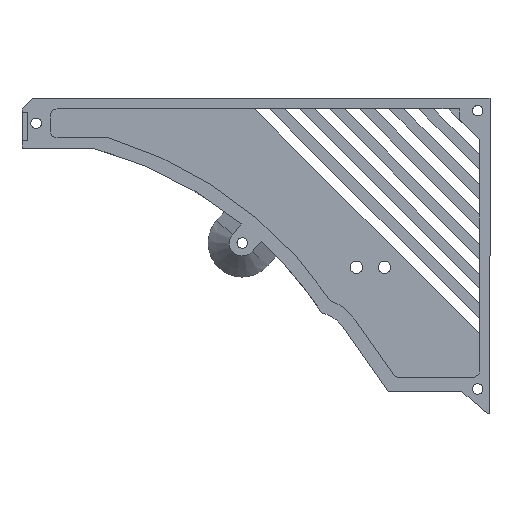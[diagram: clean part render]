
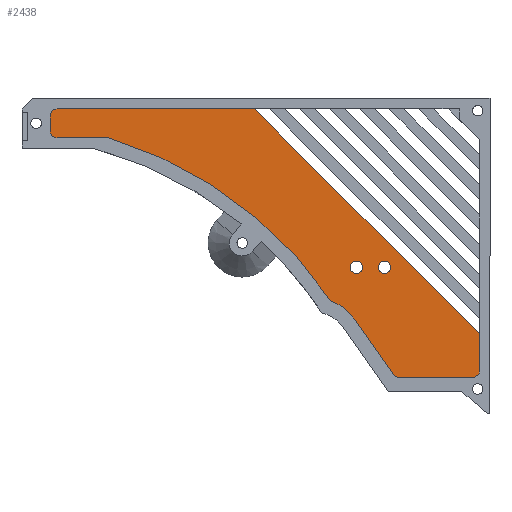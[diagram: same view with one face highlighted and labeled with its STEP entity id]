
A CAD part, left-side view. The second image highlights one B-rep face of the part: STEP entity #2438.
In plain terms, the highlighted planar face has unit normal (-1, 0, 0).
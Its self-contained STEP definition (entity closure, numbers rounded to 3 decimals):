
#4 = CIRCLE ( 'NONE', #2036, 1.75 ) ;
#13 = DIRECTION ( 'NONE',  ( 0., 0., -1. ) ) ;
#20 = CIRCLE ( 'NONE', #413, 2. ) ;
#42 = DIRECTION ( 'NONE',  ( 0., 0., 1. ) ) ;
#67 = EDGE_CURVE ( 'NONE', #2226, #1978, #262, .T. ) ;
#74 = DIRECTION ( 'NONE',  ( 0., 0., 1. ) ) ;
#128 = CARTESIAN_POINT ( 'NONE',  ( -3., 142., -123.3 ) ) ;
#133 = EDGE_CURVE ( 'NONE', #549, #2381, #2221, .T. ) ;
#142 = CARTESIAN_POINT ( 'NONE',  ( -3., 30., -46.25 ) ) ;
#167 = CARTESIAN_POINT ( 'NONE',  ( -3., 30., -49.75 ) ) ;
#217 = CARTESIAN_POINT ( 'NONE',  ( -3., 38.441, -62.77 ) ) ;
#227 = DIRECTION ( 'NONE',  ( 0., 1., 0. ) ) ;
#262 = CIRCLE ( 'NONE', #2799, 1.75 ) ;
#275 = ORIENTED_EDGE ( 'NONE', *, *, #1791, .F. ) ;
#277 = VERTEX_POINT ( 'NONE', #705 ) ;
#282 = CARTESIAN_POINT ( 'NONE',  ( -3., 5., -79.37 ) ) ;
#303 = DIRECTION ( 'NONE',  ( 1., 0., 0. ) ) ;
#307 = EDGE_CURVE ( 'NONE', #1385, #1575, #2374, .T. ) ;
#354 = AXIS2_PLACEMENT_3D ( 'NONE', #1645, #2158, #13 ) ;
#370 = ORIENTED_EDGE ( 'NONE', *, *, #133, .F. ) ;
#413 = AXIS2_PLACEMENT_3D ( 'NONE', #2639, #1270, #1482 ) ;
#461 = EDGE_CURVE ( 'NONE', #2427, #944, #1997, .T. ) ;
#464 = EDGE_LOOP ( 'NONE', ( #469, #2707, #1127, #2878, #1413, #762, #3059, #1644, #1815, #370, #2800, #275, #952 ) ) ;
#465 = ORIENTED_EDGE ( 'NONE', *, *, #67, .T. ) ;
#469 = ORIENTED_EDGE ( 'NONE', *, *, #1912, .T. ) ;
#477 = CARTESIAN_POINT ( 'NONE',  ( -3., 108.495, -11.2 ) ) ;
#484 = EDGE_CURVE ( 'NONE', #1634, #2565, #2903, .T. ) ;
#549 = VERTEX_POINT ( 'NONE', #2973 ) ;
#550 = PLANE ( 'NONE',  #2993 ) ;
#576 = FACE_BOUND ( 'NONE', #2805, .T. ) ;
#637 = LINE ( 'NONE', #1382, #3027 ) ;
#648 = DIRECTION ( 'NONE',  ( 1., 0., 0. ) ) ;
#668 = DIRECTION ( 'NONE',  ( -1., 0., 0. ) ) ;
#705 = CARTESIAN_POINT ( 'NONE',  ( -3., 123., -3. ) ) ;
#737 = AXIS2_PLACEMENT_3D ( 'NONE', #2803, #668, #2331 ) ;
#751 = CARTESIAN_POINT ( 'NONE',  ( -3., 38., -49.75 ) ) ;
#762 = ORIENTED_EDGE ( 'NONE', *, *, #307, .F. ) ;
#767 = CARTESIAN_POINT ( 'NONE',  ( -3., 3., -77.37 ) ) ;
#770 = CARTESIAN_POINT ( 'NONE',  ( -3., 49.909, -70.8 ) ) ;
#775 = AXIS2_PLACEMENT_3D ( 'NONE', #2762, #2015, #2045 ) ;
#792 = CIRCLE ( 'NONE', #1789, 117. ) ;
#809 = FACE_BOUND ( 'NONE', #2864, .T. ) ;
#814 = CARTESIAN_POINT ( 'NONE',  ( -3., 125., -9.2 ) ) ;
#816 = EDGE_CURVE ( 'NONE', #1575, #1634, #20, .T. ) ;
#868 = VECTOR ( 'NONE', #227, 1000. ) ;
#944 = VERTEX_POINT ( 'NONE', #767 ) ;
#952 = ORIENTED_EDGE ( 'NONE', *, *, #461, .F. ) ;
#963 = DIRECTION ( 'NONE',  ( 0., 0.574, 0.819 ) ) ;
#982 = CIRCLE ( 'NONE', #737, 14. ) ;
#1000 = CARTESIAN_POINT ( 'NONE',  ( -3., 38., -48. ) ) ;
#1073 = LINE ( 'NONE', #2737, #2795 ) ;
#1103 = CARTESIAN_POINT ( 'NONE',  ( -3., 45.17, -57.626 ) ) ;
#1105 = VERTEX_POINT ( 'NONE', #1103 ) ;
#1127 = ORIENTED_EDGE ( 'NONE', *, *, #2270, .F. ) ;
#1155 = DIRECTION ( 'NONE',  ( 0., 0., 1. ) ) ;
#1235 = CIRCLE ( 'NONE', #1283, 2. ) ;
#1270 = DIRECTION ( 'NONE',  ( 1., 0., 0. ) ) ;
#1283 = AXIS2_PLACEMENT_3D ( 'NONE', #2765, #1364, #1346 ) ;
#1292 = CARTESIAN_POINT ( 'NONE',  ( -3., 38., -46.25 ) ) ;
#1339 = DIRECTION ( 'NONE',  ( 0., 1., 0. ) ) ;
#1346 = DIRECTION ( 'NONE',  ( 0., 0., -1. ) ) ;
#1364 = DIRECTION ( 'NONE',  ( 1., 0., 0. ) ) ;
#1376 = ORIENTED_EDGE ( 'NONE', *, *, #1858, .T. ) ;
#1382 = CARTESIAN_POINT ( 'NONE',  ( -3., 125., -3. ) ) ;
#1385 = VERTEX_POINT ( 'NONE', #1509 ) ;
#1395 = EDGE_CURVE ( 'NONE', #277, #1847, #637, .T. ) ;
#1413 = ORIENTED_EDGE ( 'NONE', *, *, #816, .F. ) ;
#1473 = EDGE_CURVE ( 'NONE', #1572, #1105, #982, .T. ) ;
#1482 = DIRECTION ( 'NONE',  ( 0., 0., -1. ) ) ;
#1484 = CARTESIAN_POINT ( 'NONE',  ( -3., 3., -66.904 ) ) ;
#1506 = EDGE_CURVE ( 'NONE', #2381, #1572, #2875, .T. ) ;
#1509 = CARTESIAN_POINT ( 'NONE',  ( -3., 108.495, -11.2 ) ) ;
#1572 = VERTEX_POINT ( 'NONE', #2350 ) ;
#1575 = VERTEX_POINT ( 'NONE', #2600 ) ;
#1634 = VERTEX_POINT ( 'NONE', #814 ) ;
#1636 = DIRECTION ( 'NONE',  ( 0., -1., 0. ) ) ;
#1644 = ORIENTED_EDGE ( 'NONE', *, *, #1473, .F. ) ;
#1645 = CARTESIAN_POINT ( 'NONE',  ( -3., 123., -5. ) ) ;
#1725 = DIRECTION ( 'NONE',  ( -1., 0., 0. ) ) ;
#1736 = FACE_OUTER_BOUND ( 'NONE', #464, .T. ) ;
#1745 = AXIS2_PLACEMENT_3D ( 'NONE', #2268, #2300, #2314 ) ;
#1763 = DIRECTION ( 'NONE',  ( 0., 0., -1. ) ) ;
#1789 = AXIS2_PLACEMENT_3D ( 'NONE', #128, #2203, #2688 ) ;
#1791 = EDGE_CURVE ( 'NONE', #944, #2277, #1235, .T. ) ;
#1815 = ORIENTED_EDGE ( 'NONE', *, *, #1506, .F. ) ;
#1835 = EDGE_CURVE ( 'NONE', #2569, #2073, #2782, .T. ) ;
#1837 = CARTESIAN_POINT ( 'NONE',  ( -3., 30., -48. ) ) ;
#1847 = VERTEX_POINT ( 'NONE', #2083 ) ;
#1858 = EDGE_CURVE ( 'NONE', #2073, #2569, #4, .T. ) ;
#1912 = EDGE_CURVE ( 'NONE', #2427, #1847, #2933, .T. ) ;
#1970 = EDGE_CURVE ( 'NONE', #1105, #1385, #792, .T. ) ;
#1978 = VERTEX_POINT ( 'NONE', #1292 ) ;
#1994 = CARTESIAN_POINT ( 'NONE',  ( -3., 27.415, -78.517 ) ) ;
#1997 = LINE ( 'NONE', #2219, #2213 ) ;
#2015 = DIRECTION ( 'NONE',  ( 1., 0., 0. ) ) ;
#2036 = AXIS2_PLACEMENT_3D ( 'NONE', #1837, #648, #2069 ) ;
#2045 = DIRECTION ( 'NONE',  ( 0., 0., -1. ) ) ;
#2069 = DIRECTION ( 'NONE',  ( 0., 0., 1. ) ) ;
#2073 = VERTEX_POINT ( 'NONE', #142 ) ;
#2083 = CARTESIAN_POINT ( 'NONE',  ( -3., 66.904, -3. ) ) ;
#2131 = ORIENTED_EDGE ( 'NONE', *, *, #1835, .T. ) ;
#2158 = DIRECTION ( 'NONE',  ( 1., 0., 0. ) ) ;
#2173 = EDGE_CURVE ( 'NONE', #1978, #2226, #2486, .T. ) ;
#2186 = DIRECTION ( 'NONE',  ( 0., 0., -1. ) ) ;
#2203 = DIRECTION ( 'NONE',  ( -1., 0., 0. ) ) ;
#2213 = VECTOR ( 'NONE', #2186, 1000. ) ;
#2219 = CARTESIAN_POINT ( 'NONE',  ( -3., 3., -11.75 ) ) ;
#2221 = CIRCLE ( 'NONE', #775, 2. ) ;
#2226 = VERTEX_POINT ( 'NONE', #751 ) ;
#2268 = CARTESIAN_POINT ( 'NONE',  ( -3., 30., -48. ) ) ;
#2270 = EDGE_CURVE ( 'NONE', #2565, #277, #3044, .T. ) ;
#2277 = VERTEX_POINT ( 'NONE', #282 ) ;
#2300 = DIRECTION ( 'NONE',  ( 1., 0., 0. ) ) ;
#2314 = DIRECTION ( 'NONE',  ( 0., 0., 1. ) ) ;
#2331 = DIRECTION ( 'NONE',  ( 0., 0., -1. ) ) ;
#2350 = CARTESIAN_POINT ( 'NONE',  ( -3., 38.441, -62.77 ) ) ;
#2361 = VECTOR ( 'NONE', #74, 1000. ) ;
#2374 = LINE ( 'NONE', #477, #868 ) ;
#2380 = VECTOR ( 'NONE', #963, 1000. ) ;
#2381 = VERTEX_POINT ( 'NONE', #1994 ) ;
#2394 = AXIS2_PLACEMENT_3D ( 'NONE', #2562, #3011, #1155 ) ;
#2427 = VERTEX_POINT ( 'NONE', #1484 ) ;
#2433 = CARTESIAN_POINT ( 'NONE',  ( -3., 125., -11.2 ) ) ;
#2438 = ADVANCED_FACE ( 'NONE', ( #576, #809, #1736 ), #550, .T. ) ;
#2486 = CIRCLE ( 'NONE', #2394, 1.75 ) ;
#2489 = EDGE_CURVE ( 'NONE', #2277, #549, #1073, .T. ) ;
#2562 = CARTESIAN_POINT ( 'NONE',  ( -3., 38., -48. ) ) ;
#2565 = VERTEX_POINT ( 'NONE', #3022 ) ;
#2569 = VERTEX_POINT ( 'NONE', #167 ) ;
#2600 = CARTESIAN_POINT ( 'NONE',  ( -3., 123., -11.2 ) ) ;
#2639 = CARTESIAN_POINT ( 'NONE',  ( -3., 123., -9.2 ) ) ;
#2688 = DIRECTION ( 'NONE',  ( 0., 0., -1. ) ) ;
#2701 = CARTESIAN_POINT ( 'NONE',  ( -3., 24.507, -45.397 ) ) ;
#2707 = ORIENTED_EDGE ( 'NONE', *, *, #1395, .F. ) ;
#2737 = CARTESIAN_POINT ( 'NONE',  ( -3., 3., -79.37 ) ) ;
#2762 = CARTESIAN_POINT ( 'NONE',  ( -3., 25.777, -77.37 ) ) ;
#2765 = CARTESIAN_POINT ( 'NONE',  ( -3., 5., -77.37 ) ) ;
#2782 = CIRCLE ( 'NONE', #1745, 1.75 ) ;
#2795 = VECTOR ( 'NONE', #1339, 1000. ) ;
#2799 = AXIS2_PLACEMENT_3D ( 'NONE', #1000, #303, #42 ) ;
#2800 = ORIENTED_EDGE ( 'NONE', *, *, #2489, .F. ) ;
#2803 = CARTESIAN_POINT ( 'NONE',  ( -3., 49.909, -70.8 ) ) ;
#2805 = EDGE_LOOP ( 'NONE', ( #465, #2900 ) ) ;
#2864 = EDGE_LOOP ( 'NONE', ( #2131, #1376 ) ) ;
#2875 = LINE ( 'NONE', #217, #2380 ) ;
#2878 = ORIENTED_EDGE ( 'NONE', *, *, #484, .F. ) ;
#2900 = ORIENTED_EDGE ( 'NONE', *, *, #2173, .T. ) ;
#2903 = LINE ( 'NONE', #2433, #2361 ) ;
#2918 = DIRECTION ( 'NONE',  ( 0., 0.707, 0.707 ) ) ;
#2932 = VECTOR ( 'NONE', #2918, 1000. ) ;
#2933 = LINE ( 'NONE', #2701, #2932 ) ;
#2973 = CARTESIAN_POINT ( 'NONE',  ( -3., 25.777, -79.37 ) ) ;
#2993 = AXIS2_PLACEMENT_3D ( 'NONE', #770, #1725, #1763 ) ;
#3011 = DIRECTION ( 'NONE',  ( 1., 0., 0. ) ) ;
#3022 = CARTESIAN_POINT ( 'NONE',  ( -3., 125., -5. ) ) ;
#3027 = VECTOR ( 'NONE', #1636, 1000. ) ;
#3044 = CIRCLE ( 'NONE', #354, 2. ) ;
#3059 = ORIENTED_EDGE ( 'NONE', *, *, #1970, .F. ) ;
